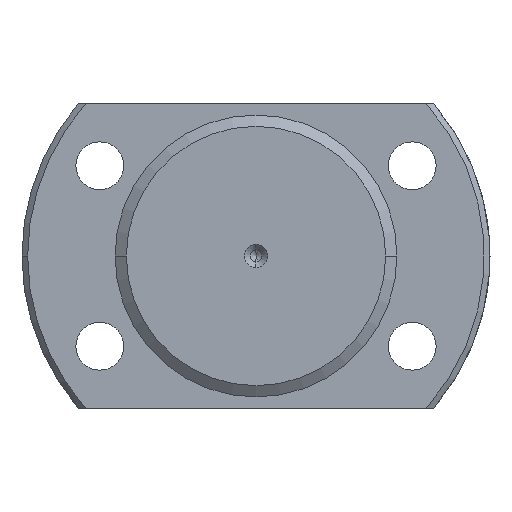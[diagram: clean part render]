
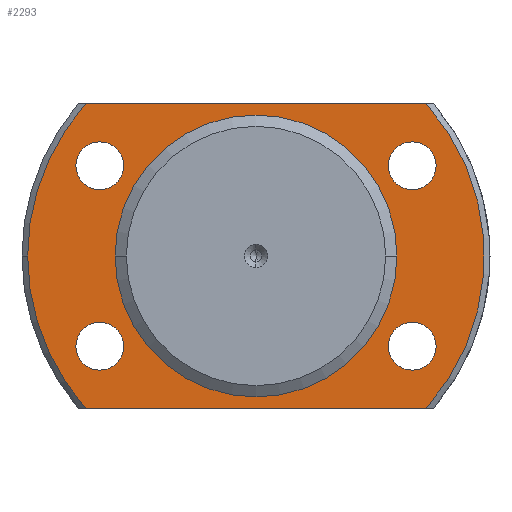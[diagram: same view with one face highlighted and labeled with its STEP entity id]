
A CAD part, left-side view. The second image highlights one B-rep face of the part: STEP entity #2293.
In plain terms, the highlighted planar face has unit normal (-1, 0, 0).
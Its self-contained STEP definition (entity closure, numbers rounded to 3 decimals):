
#36 = EDGE_CURVE ( 'NONE', #793, #841, #1006, .T. ) ;
#51 = DIRECTION ( 'NONE',  ( 1., 0., 0. ) ) ;
#132 = VERTEX_POINT ( 'NONE', #3404 ) ;
#137 = CARTESIAN_POINT ( 'NONE',  ( 16.2, 23.45, 16. ) ) ;
#151 = DIRECTION ( 'NONE',  ( 0., 1., 0. ) ) ;
#188 = DIRECTION ( 'NONE',  ( 1., 0., 0. ) ) ;
#193 = DIRECTION ( 'NONE',  ( 1., 0., 0. ) ) ;
#204 = ORIENTED_EDGE ( 'NONE', *, *, #3144, .T. ) ;
#211 = FACE_BOUND ( 'NONE', #2234, .T. ) ;
#244 = ORIENTED_EDGE ( 'NONE', *, *, #2763, .F. ) ;
#308 = AXIS2_PLACEMENT_3D ( 'NONE', #3609, #2518, #1444 ) ;
#341 = VERTEX_POINT ( 'NONE', #3658 ) ;
#373 = AXIS2_PLACEMENT_3D ( 'NONE', #2685, #1562, #456 ) ;
#393 = DIRECTION ( 'NONE',  ( 0., 1., 0. ) ) ;
#440 = EDGE_LOOP ( 'NONE', ( #3557, #1905 ) ) ;
#456 = DIRECTION ( 'NONE',  ( 0., 1., 0. ) ) ;
#491 = FACE_BOUND ( 'NONE', #698, .T. ) ;
#526 = EDGE_CURVE ( 'NONE', #2468, #132, #2741, .T. ) ;
#531 = AXIS2_PLACEMENT_3D ( 'NONE', #1866, #193, #2389 ) ;
#543 = DIRECTION ( 'NONE',  ( 0., 1., 0. ) ) ;
#576 = ORIENTED_EDGE ( 'NONE', *, *, #687, .T. ) ;
#665 = VECTOR ( 'NONE', #1707, 1000. ) ;
#681 = EDGE_LOOP ( 'NONE', ( #1012, #3589, #244, #1297, #722 ) ) ;
#683 = EDGE_LOOP ( 'NONE', ( #1232, #3414 ) ) ;
#687 = EDGE_CURVE ( 'NONE', #2724, #3181, #2126, .T. ) ;
#688 = VERTEX_POINT ( 'NONE', #790 ) ;
#695 = VERTEX_POINT ( 'NONE', #1565 ) ;
#698 = EDGE_LOOP ( 'NONE', ( #3361, #204 ) ) ;
#721 = AXIS2_PLACEMENT_3D ( 'NONE', #2340, #3242, #2708 ) ;
#722 = ORIENTED_EDGE ( 'NONE', *, *, #1788, .F. ) ;
#756 = EDGE_CURVE ( 'NONE', #1366, #695, #2950, .T. ) ;
#768 = CARTESIAN_POINT ( 'NONE',  ( 16.2, -27.7, -16. ) ) ;
#790 = CARTESIAN_POINT ( 'NONE',  ( 16.2, 40.5, 0. ) ) ;
#792 = CIRCLE ( 'NONE', #373, 40.5 ) ;
#793 = VERTEX_POINT ( 'NONE', #1900 ) ;
#841 = VERTEX_POINT ( 'NONE', #1243 ) ;
#869 = VERTEX_POINT ( 'NONE', #1861 ) ;
#985 = CARTESIAN_POINT ( 'NONE',  ( 16.2, 27.7, 16. ) ) ;
#1006 = CIRCLE ( 'NONE', #3009, 25. ) ;
#1012 = ORIENTED_EDGE ( 'NONE', *, *, #2295, .F. ) ;
#1049 = CARTESIAN_POINT ( 'NONE',  ( 16.2, 0., 0. ) ) ;
#1077 = CARTESIAN_POINT ( 'NONE',  ( 16.2, -25., 27. ) ) ;
#1119 = VECTOR ( 'NONE', #3608, 1000. ) ;
#1161 = DIRECTION ( 'NONE',  ( 1., 0., 0. ) ) ;
#1232 = ORIENTED_EDGE ( 'NONE', *, *, #2602, .T. ) ;
#1243 = CARTESIAN_POINT ( 'NONE',  ( 16.2, 25., 0. ) ) ;
#1257 = CARTESIAN_POINT ( 'NONE',  ( 16.2, 31.95, 16. ) ) ;
#1297 = ORIENTED_EDGE ( 'NONE', *, *, #526, .T. ) ;
#1314 = FACE_BOUND ( 'NONE', #2638, .T. ) ;
#1330 = FACE_OUTER_BOUND ( 'NONE', #681, .T. ) ;
#1337 = DIRECTION ( 'NONE',  ( 0., 1., 0. ) ) ;
#1366 = VERTEX_POINT ( 'NONE', #3534 ) ;
#1368 = EDGE_CURVE ( 'NONE', #3181, #2724, #2423, .T. ) ;
#1405 = ORIENTED_EDGE ( 'NONE', *, *, #36, .T. ) ;
#1444 = DIRECTION ( 'NONE',  ( 0., 1., 0. ) ) ;
#1562 = DIRECTION ( 'NONE',  ( 1., 0., 0. ) ) ;
#1565 = CARTESIAN_POINT ( 'NONE',  ( 16.2, 31.95, -16. ) ) ;
#1609 = EDGE_CURVE ( 'NONE', #841, #793, #2249, .T. ) ;
#1619 = FACE_BOUND ( 'NONE', #440, .T. ) ;
#1637 = VERTEX_POINT ( 'NONE', #3423 ) ;
#1638 = DIRECTION ( 'NONE',  ( 1., 0., 0. ) ) ;
#1642 = DIRECTION ( 'NONE',  ( 1., 0., 0. ) ) ;
#1707 = DIRECTION ( 'NONE',  ( 0., -1., 0. ) ) ;
#1723 = AXIS2_PLACEMENT_3D ( 'NONE', #3127, #1161, #2915 ) ;
#1746 = EDGE_CURVE ( 'NONE', #1637, #869, #2546, .T. ) ;
#1778 = AXIS2_PLACEMENT_3D ( 'NONE', #2327, #1638, #543 ) ;
#1788 = EDGE_CURVE ( 'NONE', #3092, #132, #2482, .T. ) ;
#1794 = CIRCLE ( 'NONE', #3454, 4.25 ) ;
#1839 = CARTESIAN_POINT ( 'NONE',  ( 16.2, 30.187, 27. ) ) ;
#1855 = AXIS2_PLACEMENT_3D ( 'NONE', #2953, #2109, #2380 ) ;
#1861 = CARTESIAN_POINT ( 'NONE',  ( 16.2, -31.95, 16. ) ) ;
#1866 = CARTESIAN_POINT ( 'NONE',  ( 16.2, 27.7, 16. ) ) ;
#1900 = CARTESIAN_POINT ( 'NONE',  ( 16.2, -25., 0. ) ) ;
#1905 = ORIENTED_EDGE ( 'NONE', *, *, #3157, .T. ) ;
#1927 = CARTESIAN_POINT ( 'NONE',  ( 16.2, -23.45, -16. ) ) ;
#1938 = LINE ( 'NONE', #1077, #665 ) ;
#1961 = AXIS2_PLACEMENT_3D ( 'NONE', #2655, #3226, #151 ) ;
#2015 = AXIS2_PLACEMENT_3D ( 'NONE', #985, #3246, #2736 ) ;
#2052 = VERTEX_POINT ( 'NONE', #1927 ) ;
#2088 = AXIS2_PLACEMENT_3D ( 'NONE', #2312, #51, #3510 ) ;
#2109 = DIRECTION ( 'NONE',  ( 1., 0., 0. ) ) ;
#2126 = CIRCLE ( 'NONE', #531, 4.25 ) ;
#2163 = DIRECTION ( 'NONE',  ( 1., 0., 0. ) ) ;
#2203 = CIRCLE ( 'NONE', #1855, 4.25 ) ;
#2234 = EDGE_LOOP ( 'NONE', ( #2300, #1405 ) ) ;
#2249 = CIRCLE ( 'NONE', #1723, 25. ) ;
#2261 = VERTEX_POINT ( 'NONE', #1839 ) ;
#2293 = ADVANCED_FACE ( 'NONE', ( #1314, #491, #1619, #2744, #211, #1330 ), #2459, .F. ) ;
#2295 = EDGE_CURVE ( 'NONE', #2261, #3092, #1938, .T. ) ;
#2300 = ORIENTED_EDGE ( 'NONE', *, *, #1609, .T. ) ;
#2312 = CARTESIAN_POINT ( 'NONE',  ( 16.2, 27.7, -16. ) ) ;
#2327 = CARTESIAN_POINT ( 'NONE',  ( 16.2, 27.7, -16. ) ) ;
#2340 = CARTESIAN_POINT ( 'NONE',  ( 16.2, -27.7, 16. ) ) ;
#2343 = CARTESIAN_POINT ( 'NONE',  ( 16.2, -30.187, 27. ) ) ;
#2380 = DIRECTION ( 'NONE',  ( 0., 1., 0. ) ) ;
#2389 = DIRECTION ( 'NONE',  ( 0., 1., 0. ) ) ;
#2423 = CIRCLE ( 'NONE', #2015, 4.25 ) ;
#2457 = CARTESIAN_POINT ( 'NONE',  ( 16.2, -25., -27. ) ) ;
#2459 = PLANE ( 'NONE',  #308 ) ;
#2468 = VERTEX_POINT ( 'NONE', #2882 ) ;
#2482 = CIRCLE ( 'NONE', #1961, 40.5 ) ;
#2518 = DIRECTION ( 'NONE',  ( 1., 0., 0. ) ) ;
#2546 = CIRCLE ( 'NONE', #721, 4.25 ) ;
#2602 = EDGE_CURVE ( 'NONE', #695, #1366, #3213, .T. ) ;
#2614 = CIRCLE ( 'NONE', #2670, 4.25 ) ;
#2629 = ORIENTED_EDGE ( 'NONE', *, *, #1368, .T. ) ;
#2638 = EDGE_LOOP ( 'NONE', ( #2629, #576 ) ) ;
#2655 = CARTESIAN_POINT ( 'NONE',  ( 16.2, 0., 0. ) ) ;
#2670 = AXIS2_PLACEMENT_3D ( 'NONE', #768, #188, #3286 ) ;
#2685 = CARTESIAN_POINT ( 'NONE',  ( 16.2, 0., 0. ) ) ;
#2708 = DIRECTION ( 'NONE',  ( 0., 1., 0. ) ) ;
#2710 = DIRECTION ( 'NONE',  ( 0., 1., 0. ) ) ;
#2724 = VERTEX_POINT ( 'NONE', #137 ) ;
#2732 = CARTESIAN_POINT ( 'NONE',  ( 16.2, -27.7, 16. ) ) ;
#2736 = DIRECTION ( 'NONE',  ( 0., 1., 0. ) ) ;
#2741 = LINE ( 'NONE', #2457, #1119 ) ;
#2744 = FACE_BOUND ( 'NONE', #683, .T. ) ;
#2763 = EDGE_CURVE ( 'NONE', #2468, #688, #792, .T. ) ;
#2771 = EDGE_CURVE ( 'NONE', #2052, #341, #2614, .T. ) ;
#2882 = CARTESIAN_POINT ( 'NONE',  ( 16.2, 30.187, -27. ) ) ;
#2915 = DIRECTION ( 'NONE',  ( 0., 1., 0. ) ) ;
#2950 = CIRCLE ( 'NONE', #1778, 4.25 ) ;
#2953 = CARTESIAN_POINT ( 'NONE',  ( 16.2, -27.7, -16. ) ) ;
#3009 = AXIS2_PLACEMENT_3D ( 'NONE', #1049, #1642, #1337 ) ;
#3032 = CIRCLE ( 'NONE', #3158, 40.5 ) ;
#3092 = VERTEX_POINT ( 'NONE', #2343 ) ;
#3103 = EDGE_CURVE ( 'NONE', #688, #2261, #3032, .T. ) ;
#3127 = CARTESIAN_POINT ( 'NONE',  ( 16.2, 0., 0. ) ) ;
#3144 = EDGE_CURVE ( 'NONE', #869, #1637, #1794, .T. ) ;
#3157 = EDGE_CURVE ( 'NONE', #341, #2052, #2203, .T. ) ;
#3158 = AXIS2_PLACEMENT_3D ( 'NONE', #3481, #3207, #393 ) ;
#3181 = VERTEX_POINT ( 'NONE', #1257 ) ;
#3207 = DIRECTION ( 'NONE',  ( 1., 0., 0. ) ) ;
#3213 = CIRCLE ( 'NONE', #2088, 4.25 ) ;
#3226 = DIRECTION ( 'NONE',  ( 1., 0., 0. ) ) ;
#3242 = DIRECTION ( 'NONE',  ( 1., 0., 0. ) ) ;
#3246 = DIRECTION ( 'NONE',  ( 1., 0., 0. ) ) ;
#3286 = DIRECTION ( 'NONE',  ( 0., 1., 0. ) ) ;
#3361 = ORIENTED_EDGE ( 'NONE', *, *, #1746, .T. ) ;
#3404 = CARTESIAN_POINT ( 'NONE',  ( 16.2, -30.187, -27. ) ) ;
#3414 = ORIENTED_EDGE ( 'NONE', *, *, #756, .T. ) ;
#3423 = CARTESIAN_POINT ( 'NONE',  ( 16.2, -23.45, 16. ) ) ;
#3454 = AXIS2_PLACEMENT_3D ( 'NONE', #2732, #2163, #2710 ) ;
#3481 = CARTESIAN_POINT ( 'NONE',  ( 16.2, 0., 0. ) ) ;
#3510 = DIRECTION ( 'NONE',  ( 0., 1., 0. ) ) ;
#3534 = CARTESIAN_POINT ( 'NONE',  ( 16.2, 23.45, -16. ) ) ;
#3557 = ORIENTED_EDGE ( 'NONE', *, *, #2771, .T. ) ;
#3589 = ORIENTED_EDGE ( 'NONE', *, *, #3103, .F. ) ;
#3608 = DIRECTION ( 'NONE',  ( 0., -1., 0. ) ) ;
#3609 = CARTESIAN_POINT ( 'NONE',  ( 16.2, -25., 0. ) ) ;
#3658 = CARTESIAN_POINT ( 'NONE',  ( 16.2, -31.95, -16. ) ) ;
